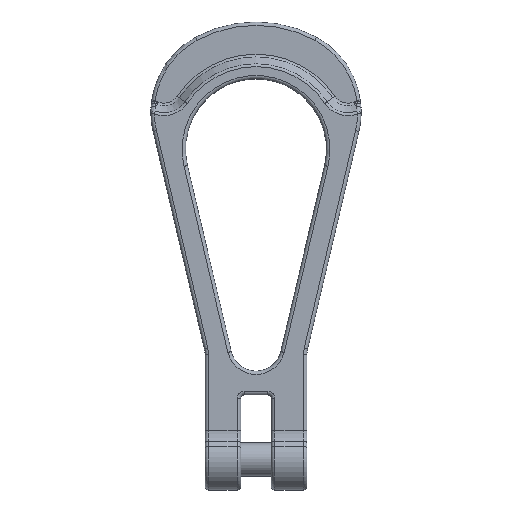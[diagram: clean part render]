
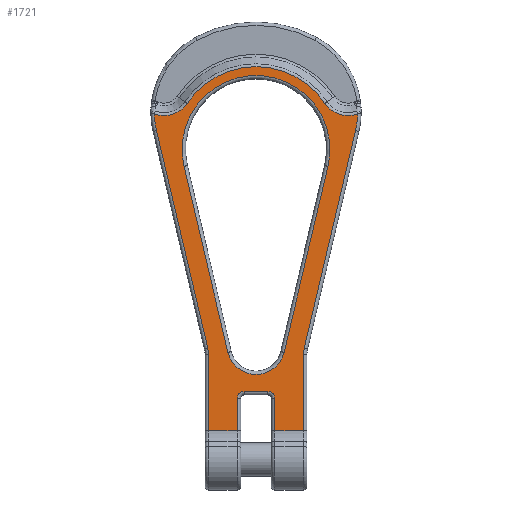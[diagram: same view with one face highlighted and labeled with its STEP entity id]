
A CAD part, top view. The second image highlights one B-rep face of the part: STEP entity #1721.
In plain terms, the highlighted planar face has unit normal (0, 0, 1).
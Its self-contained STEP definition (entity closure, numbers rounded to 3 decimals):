
#632=LINE('',#7659,#941);
#633=LINE('',#7663,#942);
#634=LINE('',#7665,#943);
#635=LINE('',#7667,#944);
#636=LINE('',#7671,#945);
#637=LINE('',#7675,#946);
#638=LINE('',#7677,#947);
#639=LINE('',#7679,#948);
#640=LINE('',#7683,#949);
#641=LINE('',#7684,#950);
#642=LINE('',#7689,#951);
#941=VECTOR('',#5971,1.);
#942=VECTOR('',#5974,1.);
#943=VECTOR('',#5975,1.);
#944=VECTOR('',#5976,1.);
#945=VECTOR('',#5979,1.);
#946=VECTOR('',#5982,1.);
#947=VECTOR('',#5983,1.);
#948=VECTOR('',#5984,1.);
#949=VECTOR('',#5987,1.);
#950=VECTOR('',#5988,1.);
#951=VECTOR('',#5991,1.);
#1312=PLANE('',#5501);
#1409=FACE_OUTER_BOUND('',#2122,.T.);
#1721=ADVANCED_FACE('',(#1409,#2091),#1312,.F.);
#2091=FACE_BOUND('',#2123,.T.);
#2122=EDGE_LOOP('',(#2582,#2583,#2584,#2585,#2586,#2587,#2588,#2589,#2590,
#2591,#2592,#2593,#2594,#2595,#2596,#2597,#2598,#2599));
#2123=EDGE_LOOP('',(#2600,#2601,#2602,#2603));
#2582=ORIENTED_EDGE('',*,*,#4638,.T.);
#2583=ORIENTED_EDGE('',*,*,#4639,.T.);
#2584=ORIENTED_EDGE('',*,*,#4640,.T.);
#2585=ORIENTED_EDGE('',*,*,#4641,.T.);
#2586=ORIENTED_EDGE('',*,*,#4642,.T.);
#2587=ORIENTED_EDGE('',*,*,#4643,.T.);
#2588=ORIENTED_EDGE('',*,*,#4644,.T.);
#2589=ORIENTED_EDGE('',*,*,#4645,.T.);
#2590=ORIENTED_EDGE('',*,*,#4646,.T.);
#2591=ORIENTED_EDGE('',*,*,#4647,.T.);
#2592=ORIENTED_EDGE('',*,*,#4648,.F.);
#2593=ORIENTED_EDGE('',*,*,#4649,.T.);
#2594=ORIENTED_EDGE('',*,*,#4650,.F.);
#2595=ORIENTED_EDGE('',*,*,#4651,.T.);
#2596=ORIENTED_EDGE('',*,*,#4652,.T.);
#2597=ORIENTED_EDGE('',*,*,#4653,.T.);
#2598=ORIENTED_EDGE('',*,*,#4654,.T.);
#2599=ORIENTED_EDGE('',*,*,#4655,.T.);
#2600=ORIENTED_EDGE('',*,*,#4656,.T.);
#2601=ORIENTED_EDGE('',*,*,#4657,.T.);
#2602=ORIENTED_EDGE('',*,*,#4658,.T.);
#2603=ORIENTED_EDGE('',*,*,#4659,.T.);
#4146=VERTEX_POINT('',#7649);
#4147=VERTEX_POINT('',#7650);
#4148=VERTEX_POINT('',#7652);
#4149=VERTEX_POINT('',#7654);
#4150=VERTEX_POINT('',#7656);
#4151=VERTEX_POINT('',#7658);
#4152=VERTEX_POINT('',#7660);
#4153=VERTEX_POINT('',#7662);
#4154=VERTEX_POINT('',#7664);
#4155=VERTEX_POINT('',#7666);
#4156=VERTEX_POINT('',#7668);
#4157=VERTEX_POINT('',#7670);
#4158=VERTEX_POINT('',#7672);
#4159=VERTEX_POINT('',#7674);
#4160=VERTEX_POINT('',#7676);
#4161=VERTEX_POINT('',#7678);
#4162=VERTEX_POINT('',#7680);
#4163=VERTEX_POINT('',#7682);
#4164=VERTEX_POINT('',#7685);
#4165=VERTEX_POINT('',#7686);
#4166=VERTEX_POINT('',#7688);
#4167=VERTEX_POINT('',#7690);
#4638=EDGE_CURVE('',#4146,#4147,#5295,.T.);
#4639=EDGE_CURVE('',#4147,#4148,#5296,.T.);
#4640=EDGE_CURVE('',#4148,#4149,#5297,.T.);
#4641=EDGE_CURVE('',#4149,#4150,#5298,.T.);
#4642=EDGE_CURVE('',#4150,#4151,#5299,.T.);
#4643=EDGE_CURVE('',#4151,#4152,#632,.T.);
#4644=EDGE_CURVE('',#4152,#4153,#5300,.T.);
#4645=EDGE_CURVE('',#4153,#4154,#633,.T.);
#4646=EDGE_CURVE('',#4154,#4155,#634,.T.);
#4647=EDGE_CURVE('',#4155,#4156,#635,.T.);
#4648=EDGE_CURVE('',#4157,#4156,#5301,.T.);
#4649=EDGE_CURVE('',#4157,#4158,#636,.T.);
#4650=EDGE_CURVE('',#4159,#4158,#5302,.T.);
#4651=EDGE_CURVE('',#4159,#4160,#637,.T.);
#4652=EDGE_CURVE('',#4160,#4161,#638,.T.);
#4653=EDGE_CURVE('',#4161,#4162,#639,.T.);
#4654=EDGE_CURVE('',#4162,#4163,#5303,.T.);
#4655=EDGE_CURVE('',#4163,#4146,#640,.T.);
#4656=EDGE_CURVE('',#4164,#4165,#641,.T.);
#4657=EDGE_CURVE('',#4165,#4166,#5304,.T.);
#4658=EDGE_CURVE('',#4166,#4167,#642,.T.);
#4659=EDGE_CURVE('',#4167,#4164,#5305,.T.);
#5295=CIRCLE('',#5490,48.);
#5296=CIRCLE('',#5491,16.293);
#5297=CIRCLE('',#5492,48.707);
#5298=CIRCLE('',#5493,16.293);
#5299=CIRCLE('',#5494,48.);
#5300=CIRCLE('',#5495,17.);
#5301=CIRCLE('',#5496,4.);
#5302=CIRCLE('',#5497,4.);
#5303=CIRCLE('',#5498,17.);
#5304=CIRCLE('',#5499,43.5);
#5305=CIRCLE('',#5500,17.);
#5490=AXIS2_PLACEMENT_3D('',#7648,#5961,#5962);
#5491=AXIS2_PLACEMENT_3D('',#7651,#5963,#5964);
#5492=AXIS2_PLACEMENT_3D('',#7653,#5965,#5966);
#5493=AXIS2_PLACEMENT_3D('',#7655,#5967,#5968);
#5494=AXIS2_PLACEMENT_3D('',#7657,#5969,#5970);
#5495=AXIS2_PLACEMENT_3D('',#7661,#5972,#5973);
#5496=AXIS2_PLACEMENT_3D('',#7669,#5977,#5978);
#5497=AXIS2_PLACEMENT_3D('',#7673,#5980,#5981);
#5498=AXIS2_PLACEMENT_3D('',#7681,#5985,#5986);
#5499=AXIS2_PLACEMENT_3D('',#7687,#5989,#5990);
#5500=AXIS2_PLACEMENT_3D('',#7691,#5992,#5993);
#5501=AXIS2_PLACEMENT_3D('',#7692,#5994,#5995);
#5961=DIRECTION('',(0.,0.,1.));
#5962=DIRECTION('',(-1.,0.,0.));
#5963=DIRECTION('',(0.,0.,-1.));
#5964=DIRECTION('',(-1.,0.,0.));
#5965=DIRECTION('',(0.,0.,1.));
#5966=DIRECTION('',(-1.,0.,0.));
#5967=DIRECTION('',(0.,0.,-1.));
#5968=DIRECTION('',(-1.,0.,0.));
#5969=DIRECTION('',(0.,0.,1.));
#5970=DIRECTION('',(-1.,0.,0.));
#5971=DIRECTION('',(0.229,-0.973,0.));
#5972=DIRECTION('',(0.,0.,-1.));
#5973=DIRECTION('',(-1.,0.,0.));
#5974=DIRECTION('',(0.,-1.,0.));
#5975=DIRECTION('',(1.,0.,0.));
#5976=DIRECTION('',(0.,1.,0.));
#5977=DIRECTION('',(0.,0.,1.));
#5978=DIRECTION('',(-1.,0.,0.));
#5979=DIRECTION('',(1.,0.,0.));
#5980=DIRECTION('',(0.,0.,1.));
#5981=DIRECTION('',(-1.,0.,0.));
#5982=DIRECTION('',(0.,-1.,0.));
#5983=DIRECTION('',(1.,0.,0.));
#5984=DIRECTION('',(0.,1.,0.));
#5985=DIRECTION('',(0.,0.,-1.));
#5986=DIRECTION('',(-1.,0.,0.));
#5987=DIRECTION('',(0.229,0.973,0.));
#5988=DIRECTION('',(-0.229,0.973,0.));
#5989=DIRECTION('',(0.,0.,-1.));
#5990=DIRECTION('',(-1.,0.,0.));
#5991=DIRECTION('',(-0.229,-0.973,0.));
#5992=DIRECTION('',(0.,0.,-1.));
#5993=DIRECTION('',(-1.,0.,0.));
#5994=DIRECTION('',(0.,0.,-1.));
#5995=DIRECTION('',(-1.,0.,0.));
#7648=CARTESIAN_POINT('',(11.865,152.505,13.5));
#7649=CARTESIAN_POINT('',(58.585,141.492,13.5));
#7650=CARTESIAN_POINT('',(59.855,151.509,13.5));
#7651=CARTESIAN_POINT('',(53.982,166.706,13.5));
#7652=CARTESIAN_POINT('',(40.451,157.631,13.5));
#7653=CARTESIAN_POINT('',(0.,130.5,13.5));
#7654=CARTESIAN_POINT('',(-40.451,157.631,13.5));
#7655=CARTESIAN_POINT('',(-53.982,166.706,13.5));
#7656=CARTESIAN_POINT('',(-59.855,151.509,13.5));
#7657=CARTESIAN_POINT('',(-11.865,152.505,13.5));
#7658=CARTESIAN_POINT('',(-58.585,141.492,13.5));
#7659=CARTESIAN_POINT('',(-28.454,13.668,13.5));
#7660=CARTESIAN_POINT('',(-28.454,13.668,13.5));
#7661=CARTESIAN_POINT('',(-45.,9.768,13.5));
#7662=CARTESIAN_POINT('',(-28.,9.768,13.5));
#7663=CARTESIAN_POINT('',(-28.,-35.034,13.5));
#7664=CARTESIAN_POINT('',(-28.,-35.034,13.5));
#7665=CARTESIAN_POINT('',(-9.,-35.034,13.5));
#7666=CARTESIAN_POINT('',(-11.,-35.034,13.5));
#7667=CARTESIAN_POINT('',(-11.,-14.,13.5));
#7668=CARTESIAN_POINT('',(-11.,-16.,13.5));
#7669=CARTESIAN_POINT('',(-7.,-16.,13.5));
#7670=CARTESIAN_POINT('',(-7.,-12.,13.5));
#7671=CARTESIAN_POINT('',(9.,-12.,13.5));
#7672=CARTESIAN_POINT('',(7.,-12.,13.5));
#7673=CARTESIAN_POINT('',(7.,-16.,13.5));
#7674=CARTESIAN_POINT('',(11.,-16.,13.5));
#7675=CARTESIAN_POINT('',(11.,-35.034,13.5));
#7676=CARTESIAN_POINT('',(11.,-35.034,13.5));
#7677=CARTESIAN_POINT('',(30.,-35.034,13.5));
#7678=CARTESIAN_POINT('',(28.,-35.034,13.5));
#7679=CARTESIAN_POINT('',(28.,9.768,13.5));
#7680=CARTESIAN_POINT('',(28.,9.768,13.5));
#7681=CARTESIAN_POINT('',(45.,9.768,13.5));
#7682=CARTESIAN_POINT('',(28.454,13.668,13.5));
#7683=CARTESIAN_POINT('',(58.585,141.492,13.5));
#7684=CARTESIAN_POINT('',(-47.878,144.016,13.5));
#7685=CARTESIAN_POINT('',(-16.546,11.1,13.5));
#7686=CARTESIAN_POINT('',(-42.34,120.519,13.5));
#7687=CARTESIAN_POINT('',(0.,130.5,13.5));
#7688=CARTESIAN_POINT('',(42.34,120.519,13.5));
#7689=CARTESIAN_POINT('',(46.629,138.716,13.5));
#7690=CARTESIAN_POINT('',(16.546,11.1,13.5));
#7691=CARTESIAN_POINT('',(0.,15.,13.5));
#7692=CARTESIAN_POINT('',(-11.865,152.505,13.5));
